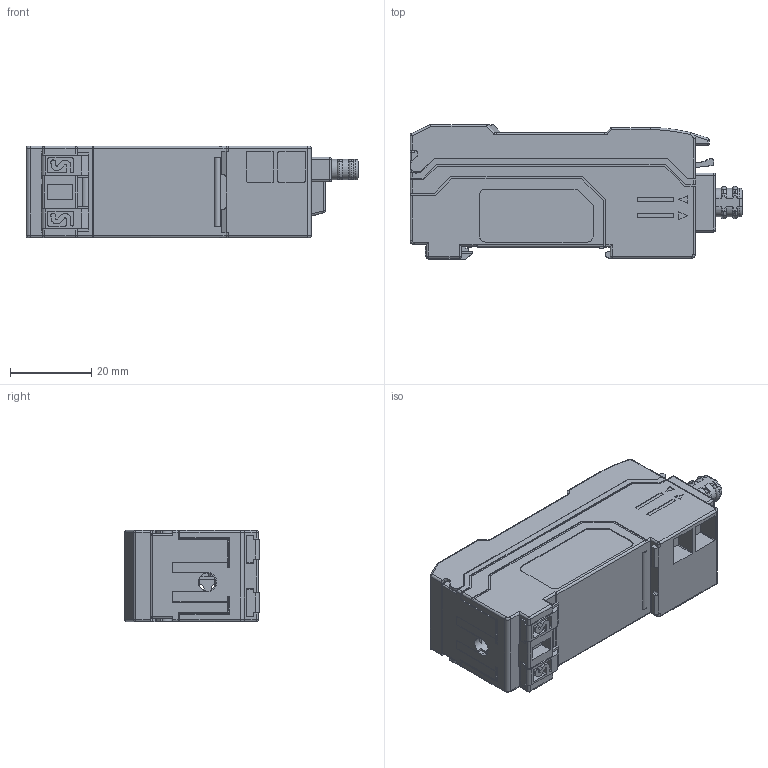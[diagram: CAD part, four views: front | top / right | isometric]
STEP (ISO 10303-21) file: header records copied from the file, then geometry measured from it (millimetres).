
FILE_DESCRIPTION(/* description */ (''),/* implementation_level */ '2;1');
FILE_NAME(/* name */ '',/* time_stamp */ '2018-09-14T16:06:00+08:00',/* author */ (''),/* organization */ (''),/* preprocessor_version */ 'ST-DEVELOPER v14',/* originating_system */ 'SIEMENS PLM Software NX 8.0',/* authorisation */ '');
FILE_SCHEMA (('AP203_CONFIGURATION_CONTROLLED_3D_DESIGN_OF_MECHANICAL_PARTS_AND_ASSEMBLIES_MIM_LF { 1 0 10303 403 2 1 2}'));
Products named in the file (1): ADMI06007CF01CNU
Bounding box: 81.5 x 33 x 22.5 mm (x, y, z)
Volume: 17828.5 mm3; surface area: 30569.1 mm2
Topology: 9 solids, 12 shells, 2819 faces, 7748 edges, 4997 vertices
Faces by surface type: plane 2040, cylinder 535, bspline 88, sphere 71, torus 66, cone 19
Entity records: 92203 total; most frequent: CARTESIAN_POINT 19781, ORIENTED_EDGE 15486, DIRECTION 14263, EDGE_CURVE 7743, LINE 6313, VECTOR 6313, VERTEX_POINT 4999, AXIS2_PLACEMENT_3D 3975
